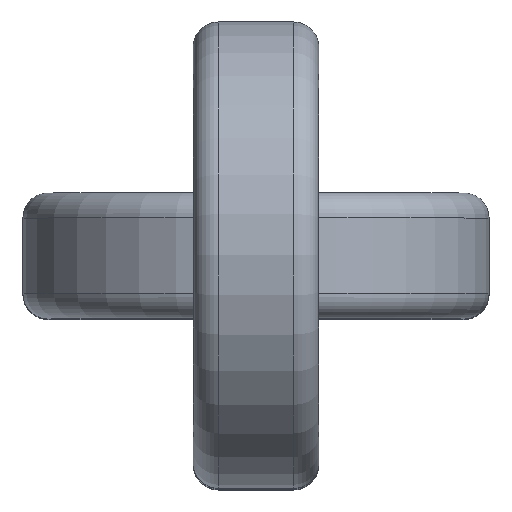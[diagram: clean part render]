
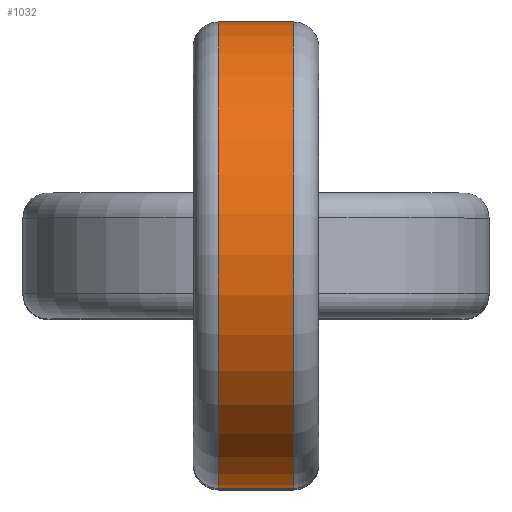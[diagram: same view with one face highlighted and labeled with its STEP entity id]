
A CAD part, top view. The second image highlights one B-rep face of the part: STEP entity #1032.
In plain terms, the highlighted cylindrical face has radius 13 mm (diameter 26 mm), a partial arc.
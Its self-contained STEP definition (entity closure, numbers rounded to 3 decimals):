
#1032=ADVANCED_FACE('',(#1331),#1083,.T.);
#1083=CYLINDRICAL_SURFACE('',#5193,13.);
#1331=FACE_OUTER_BOUND('',#1615,.T.);
#1615=EDGE_LOOP('',(#3091,#3092,#3093,#3094));
#1731=CIRCLE('',#5191,13.);
#1732=CIRCLE('',#5192,13.);
#3091=ORIENTED_EDGE('',*,*,#4302,.F.);
#3092=ORIENTED_EDGE('',*,*,#4303,.T.);
#3093=ORIENTED_EDGE('',*,*,#4299,.T.);
#3094=ORIENTED_EDGE('',*,*,#4304,.T.);
#3609=VERTEX_POINT('',#9519);
#3610=VERTEX_POINT('',#9520);
#3611=VERTEX_POINT('',#9525);
#3612=VERTEX_POINT('',#9526);
#4299=EDGE_CURVE('',#3609,#3610,#4577,.T.);
#4302=EDGE_CURVE('',#3611,#3612,#4580,.T.);
#4303=EDGE_CURVE('',#3611,#3609,#1731,.T.);
#4304=EDGE_CURVE('',#3610,#3612,#1732,.T.);
#4577=LINE('',#9518,#4942);
#4580=LINE('',#9524,#4945);
#4942=VECTOR('',#6052,1.);
#4945=VECTOR('',#6057,1.);
#5191=AXIS2_PLACEMENT_3D('',#9527,#6058,#6059);
#5192=AXIS2_PLACEMENT_3D('',#9528,#6060,#6061);
#5193=AXIS2_PLACEMENT_3D('',#9529,#6062,#6063);
#6052=DIRECTION('',(1.,0.,0.));
#6057=DIRECTION('',(1.,0.,0.));
#6058=DIRECTION('',(1.,0.,0.));
#6059=DIRECTION('',(0.,-1.,0.));
#6060=DIRECTION('',(-1.,0.,0.));
#6061=DIRECTION('',(0.,1.,0.));
#6062=DIRECTION('',(1.,0.,0.));
#6063=DIRECTION('',(0.,0.,-1.));
#9518=CARTESIAN_POINT('',(-3.5,-13.,60.));
#9519=CARTESIAN_POINT('',(-2.1,-13.,60.));
#9520=CARTESIAN_POINT('',(2.1,-13.,60.));
#9524=CARTESIAN_POINT('',(-3.5,13.,60.));
#9525=CARTESIAN_POINT('',(-2.1,13.,60.));
#9526=CARTESIAN_POINT('',(2.1,13.,60.));
#9527=CARTESIAN_POINT('',(-2.1,0.,60.));
#9528=CARTESIAN_POINT('',(2.1,0.,60.));
#9529=CARTESIAN_POINT('',(0.,0.,60.));
